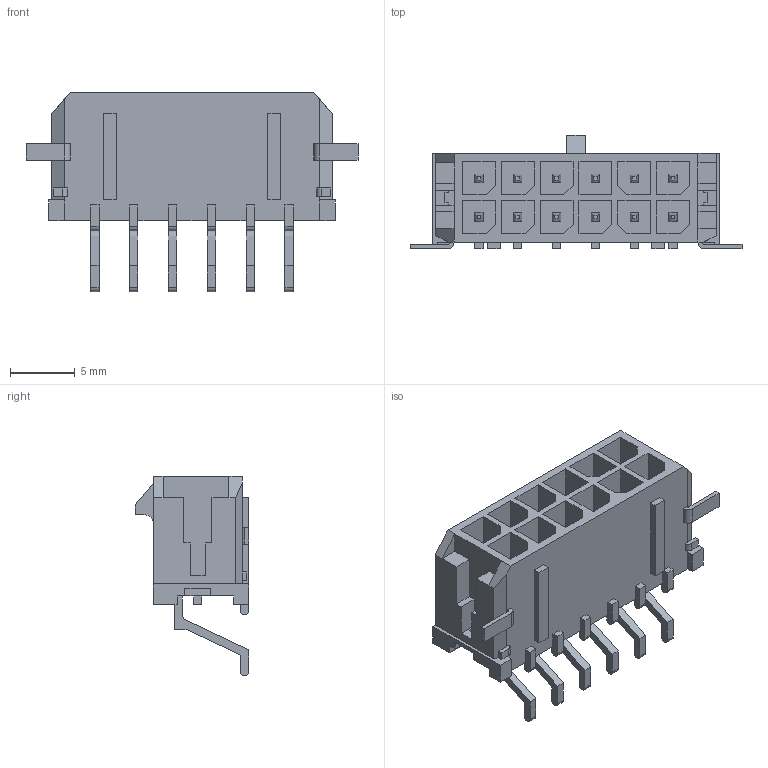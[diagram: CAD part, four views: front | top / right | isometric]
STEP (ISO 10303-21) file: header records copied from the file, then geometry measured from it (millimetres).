
FILE_DESCRIPTION (( 'STEP AP214' ), '1' );
FILE_NAME ('reoriented-43045-1210.STEP', '2023-10-11T06:12:08', ( '' ), ( '' ), 'SwSTEP 2.0', 'SolidWorks 2021', '' );
FILE_SCHEMA (( 'AUTOMOTIVE_DESIGN' ));
Length unit declared in the file: millimetre
Products named in the file (1): reoriented-43045-1210
Bounding box: 25.65 x 8.77 x 15.4 mm (x, y, z)
Volume: 897.1 mm3; surface area: 2093.4 mm2
Topology: 1 solids, 7 shells, 557 faces, 1429 edges, 916 vertices
Faces by surface type: plane 520, cylinder 37
Entity records: 16479 total; most frequent: CARTESIAN_POINT 2903, ORIENTED_EDGE 2858, DIRECTION 2619, EDGE_CURVE 1429, LINE 1355, VECTOR 1355, VERTEX_POINT 916, AXIS2_PLACEMENT_3D 632
